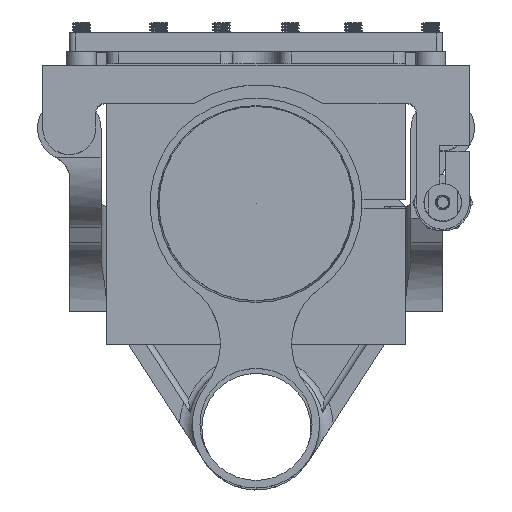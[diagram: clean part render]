
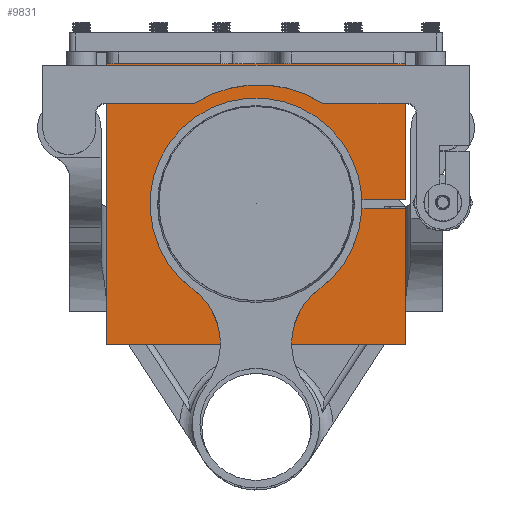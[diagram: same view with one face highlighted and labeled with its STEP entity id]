
A CAD part, top view. The second image highlights one B-rep face of the part: STEP entity #9831.
In plain terms, the highlighted face is planar.
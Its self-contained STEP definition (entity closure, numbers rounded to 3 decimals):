
#666=PLANE('',#10701);
#976=FACE_OUTER_BOUND('',#1619,.T.);
#1619=EDGE_LOOP('',(#7336,#7337,#7338,#7339,#7340,#7341,#7342,#7343));
#2246=CIRCLE('',#10695,34.5);
#2973=LINE('',#20011,#3588);
#2988=LINE('',#20074,#3603);
#2991=LINE('',#20081,#3606);
#2996=LINE('',#20095,#3611);
#2998=LINE('',#20098,#3613);
#3001=LINE('',#20102,#3616);
#3003=LINE('',#20106,#3618);
#3588=VECTOR('',#12048,100.);
#3603=VECTOR('',#12117,15.533);
#3606=VECTOR('',#12122,100.);
#3611=VECTOR('',#12135,15.533);
#3613=VECTOR('',#12139,45.5);
#3616=VECTOR('',#12144,45.5);
#3618=VECTOR('',#12150,94.);
#4323=VERTEX_POINT('',#20008);
#4324=VERTEX_POINT('',#20010);
#4344=VERTEX_POINT('',#20071);
#4345=VERTEX_POINT('',#20073);
#4347=VERTEX_POINT('',#20078);
#4348=VERTEX_POINT('',#20080);
#4351=VERTEX_POINT('',#20088);
#4353=VERTEX_POINT('',#20094);
#5410=EDGE_CURVE('',#4324,#4323,#2973,.T.);
#5439=EDGE_CURVE('',#4345,#4344,#2988,.T.);
#5442=EDGE_CURVE('',#4348,#4347,#2991,.T.);
#5446=EDGE_CURVE('',#4351,#4345,#2246,.T.);
#5449=EDGE_CURVE('',#4353,#4351,#2996,.T.);
#5451=EDGE_CURVE('',#4323,#4353,#2998,.T.);
#5454=EDGE_CURVE('',#4344,#4348,#3001,.T.);
#5456=EDGE_CURVE('',#4347,#4324,#3003,.T.);
#7336=ORIENTED_EDGE('',*,*,#5439,.T.);
#7337=ORIENTED_EDGE('',*,*,#5454,.T.);
#7338=ORIENTED_EDGE('',*,*,#5442,.T.);
#7339=ORIENTED_EDGE('',*,*,#5456,.T.);
#7340=ORIENTED_EDGE('',*,*,#5410,.T.);
#7341=ORIENTED_EDGE('',*,*,#5451,.T.);
#7342=ORIENTED_EDGE('',*,*,#5449,.T.);
#7343=ORIENTED_EDGE('',*,*,#5446,.T.);
#9831=ADVANCED_FACE('',(#976),#666,.T.);
#10695=AXIS2_PLACEMENT_3D('',#20089,#12129,#12130);
#10701=AXIS2_PLACEMENT_3D('',#20107,#12151,#12152);
#12048=DIRECTION('',(1.,0.,0.));
#12117=DIRECTION('',(1.,0.,0.));
#12122=DIRECTION('',(-1.,0.,0.));
#12129=DIRECTION('center_axis',(0.,-1.,0.));
#12130=DIRECTION('ref_axis',(0.999,0.,-0.043));
#12135=DIRECTION('',(-1.,0.,0.));
#12139=DIRECTION('',(0.,0.,-1.));
#12144=DIRECTION('',(0.,0.,-1.));
#12150=DIRECTION('',(0.,0.,1.));
#12151=DIRECTION('center_axis',(0.,1.,0.));
#12152=DIRECTION('ref_axis',(0.,0.,1.));
#20008=CARTESIAN_POINT('',(50.,14.,47.));
#20010=CARTESIAN_POINT('',(-50.,14.,47.));
#20011=CARTESIAN_POINT('',(-50.,14.,47.));
#20071=CARTESIAN_POINT('',(50.,14.,-1.5));
#20073=CARTESIAN_POINT('',(34.467,14.,-1.5));
#20074=CARTESIAN_POINT('',(17.234,14.,-1.5));
#20078=CARTESIAN_POINT('',(-50.,14.,-47.));
#20080=CARTESIAN_POINT('',(50.,14.,-47.));
#20081=CARTESIAN_POINT('',(50.,14.,-47.));
#20088=CARTESIAN_POINT('',(34.467,14.,1.5));
#20089=CARTESIAN_POINT('Origin',(0.,14.,0.));
#20094=CARTESIAN_POINT('',(50.,14.,1.5));
#20095=CARTESIAN_POINT('',(25.,14.,1.5));
#20098=CARTESIAN_POINT('',(50.,14.,47.));
#20102=CARTESIAN_POINT('',(50.,14.,47.));
#20106=CARTESIAN_POINT('',(-50.,14.,-47.));
#20107=CARTESIAN_POINT('Origin',(0.,14.,0.));
